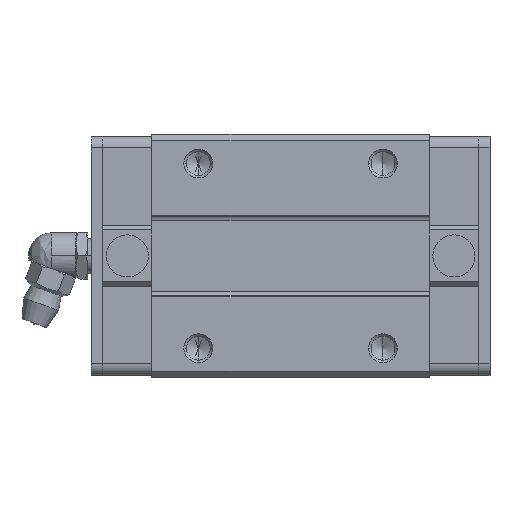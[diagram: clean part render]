
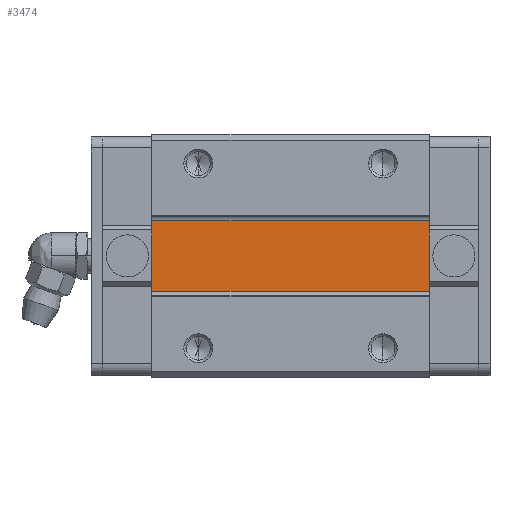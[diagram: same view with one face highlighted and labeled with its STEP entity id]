
A CAD part, top view. The second image highlights one B-rep face of the part: STEP entity #3474.
In plain terms, the highlighted planar face has unit normal (0, 0, 1).
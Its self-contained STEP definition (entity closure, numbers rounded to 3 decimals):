
#152 = LINE ( 'NONE', #17129, #24216 ) ;
#1270 = CARTESIAN_POINT ( 'NONE',  ( 10.5, 0., 21.5 ) ) ;
#1397 = ORIENTED_EDGE ( 'NONE', *, *, #11855, .F. ) ;
#1404 = FACE_OUTER_BOUND ( 'NONE', #14329, .T. ) ;
#2176 = CARTESIAN_POINT ( 'NONE',  ( 10.5, -6.086, 21.5 ) ) ;
#2418 = CARTESIAN_POINT ( 'NONE',  ( 58.6, -6.086, 21.5 ) ) ;
#2516 = EDGE_CURVE ( 'NONE', #19686, #6096, #27345, .T. ) ;
#2610 = VECTOR ( 'NONE', #16641, 1000. ) ;
#3205 = ORIENTED_EDGE ( 'NONE', *, *, #2516, .T. ) ;
#3345 = PLANE ( 'NONE',  #16310 ) ;
#3474 = ADVANCED_FACE ( 'NONE', ( #1404 ), #3345, .T. ) ;
#5081 = CARTESIAN_POINT ( 'NONE',  ( 10.5, -0.062, 21.5 ) ) ;
#5171 = ORIENTED_EDGE ( 'NONE', *, *, #9652, .T. ) ;
#6096 = VERTEX_POINT ( 'NONE', #2418 ) ;
#6106 = DIRECTION ( 'NONE',  ( -1., 0., 0. ) ) ;
#6923 = VECTOR ( 'NONE', #6106, 1000. ) ;
#8265 = ORIENTED_EDGE ( 'NONE', *, *, #24088, .T. ) ;
#9652 = EDGE_CURVE ( 'NONE', #16431, #14774, #18625, .T. ) ;
#11855 = EDGE_CURVE ( 'NONE', #19686, #14774, #17325, .T. ) ;
#12301 = VECTOR ( 'NONE', #22041, 1000. ) ;
#12841 = DIRECTION ( 'NONE',  ( 0., 1., 0. ) ) ;
#14067 = DIRECTION ( 'NONE',  ( 0., 0., 1. ) ) ;
#14146 = CARTESIAN_POINT ( 'NONE',  ( 58.6, 6.086, 21.5 ) ) ;
#14329 = EDGE_LOOP ( 'NONE', ( #1397, #3205, #8265, #5171 ) ) ;
#14774 = VERTEX_POINT ( 'NONE', #26134 ) ;
#16310 = AXIS2_PLACEMENT_3D ( 'NONE', #1270, #14067, #17832 ) ;
#16431 = VERTEX_POINT ( 'NONE', #14146 ) ;
#16641 = DIRECTION ( 'NONE',  ( 1., 0., 0. ) ) ;
#17129 = CARTESIAN_POINT ( 'NONE',  ( 58.6, -0.062, 21.5 ) ) ;
#17325 = LINE ( 'NONE', #5081, #12301 ) ;
#17832 = DIRECTION ( 'NONE',  ( 1., 0., 0. ) ) ;
#18625 = LINE ( 'NONE', #27225, #6923 ) ;
#19558 = CARTESIAN_POINT ( 'NONE',  ( 10.5, -6.086, 21.5 ) ) ;
#19686 = VERTEX_POINT ( 'NONE', #19558 ) ;
#22041 = DIRECTION ( 'NONE',  ( 0., 1., 0. ) ) ;
#24088 = EDGE_CURVE ( 'NONE', #6096, #16431, #152, .T. ) ;
#24216 = VECTOR ( 'NONE', #12841, 1000. ) ;
#26134 = CARTESIAN_POINT ( 'NONE',  ( 10.5, 6.086, 21.5 ) ) ;
#27225 = CARTESIAN_POINT ( 'NONE',  ( 10.5, 6.086, 21.5 ) ) ;
#27345 = LINE ( 'NONE', #2176, #2610 ) ;
